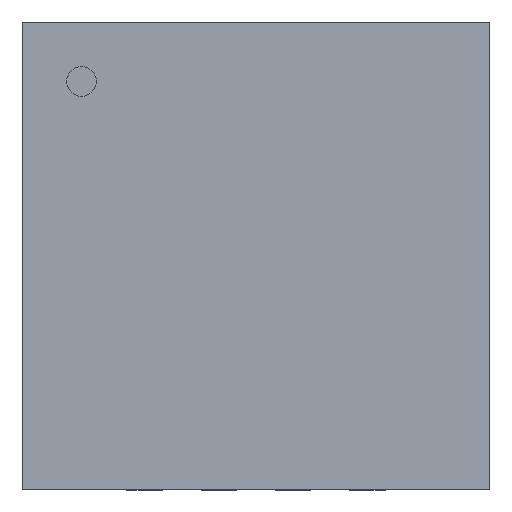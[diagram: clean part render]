
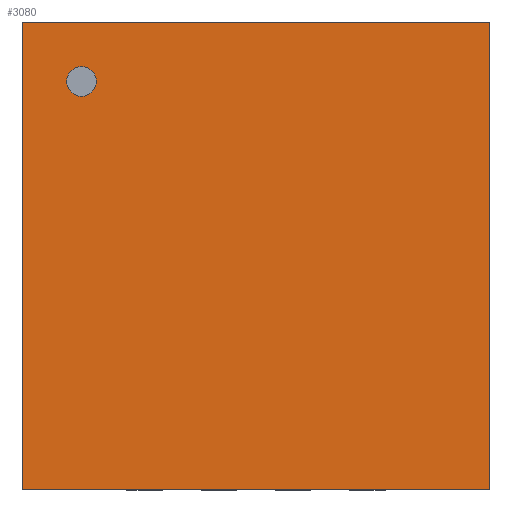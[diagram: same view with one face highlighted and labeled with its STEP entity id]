
A CAD part, top view. The second image highlights one B-rep face of the part: STEP entity #3080.
In plain terms, the highlighted planar face has unit normal (0, 0, 1).
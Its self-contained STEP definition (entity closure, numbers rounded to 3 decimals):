
#16=FACE_BOUND($,#480,.T.);
#105=CIRCLE($,#3365,0.1);
#296=FACE_OUTER_BOUND($,#479,.T.);
#479=EDGE_LOOP($,(#2605,#2606,#2607,#2608));
#480=EDGE_LOOP($,(#2609));
#730=LINE($,#4824,#1086);
#776=LINE($,#4926,#1132);
#817=LINE($,#5022,#1173);
#836=LINE($,#5057,#1192);
#1086=VECTOR($,#3945,3.15);
#1132=VECTOR($,#4033,3.15);
#1173=VECTOR($,#4116,3.15);
#1192=VECTOR($,#4147,3.15);
#1405=VERTEX_POINT($,#4821);
#1406=VERTEX_POINT($,#4823);
#1441=VERTEX_POINT($,#4924);
#1475=VERTEX_POINT($,#5020);
#1495=VERTEX_POINT($,#5091);
#1772=EDGE_CURVE($,#1405,#1406,#730,.T.);
#1826=EDGE_CURVE($,#1441,#1405,#776,.T.);
#1875=EDGE_CURVE($,#1475,#1441,#817,.T.);
#1896=EDGE_CURVE($,#1406,#1475,#836,.T.);
#1915=EDGE_CURVE($,#1495,#1495,#105,.T.);
#2605=ORIENTED_EDGE($,*,*,#1826,.F.);
#2606=ORIENTED_EDGE($,*,*,#1875,.F.);
#2607=ORIENTED_EDGE($,*,*,#1896,.F.);
#2608=ORIENTED_EDGE($,*,*,#1772,.F.);
#2609=ORIENTED_EDGE($,*,*,#1915,.T.);
#2899=PLANE($,#3367);
#3080=ADVANCED_FACE($,(#296,#16),#2899,.T.);
#3365=AXIS2_PLACEMENT_3D($,#5092,#4179,#4180);
#3367=AXIS2_PLACEMENT_3D($,#5094,#4183,#4184);
#3945=DIRECTION($,(1.,0.,0.));
#4033=DIRECTION($,(0.,1.,0.));
#4116=DIRECTION($,(-1.,0.,0.));
#4147=DIRECTION($,(0.,-1.,0.));
#4179=DIRECTION('center_axis',(0.,0.,-1.));
#4180=DIRECTION('ref_axis',(1.,0.,0.));
#4183=DIRECTION('center_axis',(0.,0.,1.));
#4184=DIRECTION('ref_axis',(1.,0.,0.));
#4821=CARTESIAN_POINT('',(-1.575,1.575,0.8));
#4823=CARTESIAN_POINT('',(1.575,1.575,0.8));
#4824=CARTESIAN_POINT($,(1.575,1.575,0.8));
#4924=CARTESIAN_POINT('',(-1.575,-1.575,0.8));
#4926=CARTESIAN_POINT($,(-1.575,1.575,0.8));
#5020=CARTESIAN_POINT('',(1.575,-1.575,0.8));
#5022=CARTESIAN_POINT($,(-1.575,-1.575,0.8));
#5057=CARTESIAN_POINT($,(1.575,-1.575,0.8));
#5091=CARTESIAN_POINT('',(-1.075,1.175,0.8));
#5092=CARTESIAN_POINT('Origin',(-1.175,1.175,0.8));
#5094=CARTESIAN_POINT('Origin',(0.,0.,
0.8));
